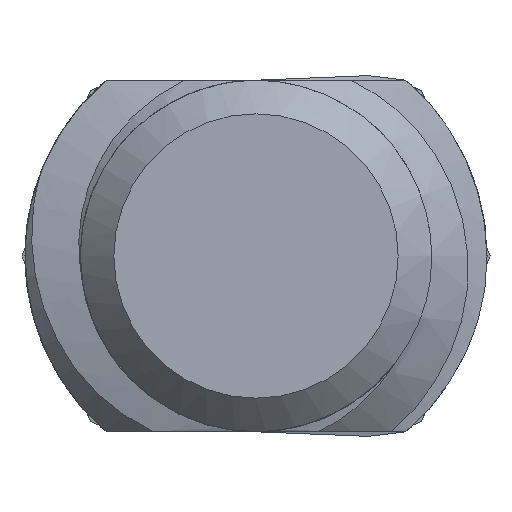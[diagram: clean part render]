
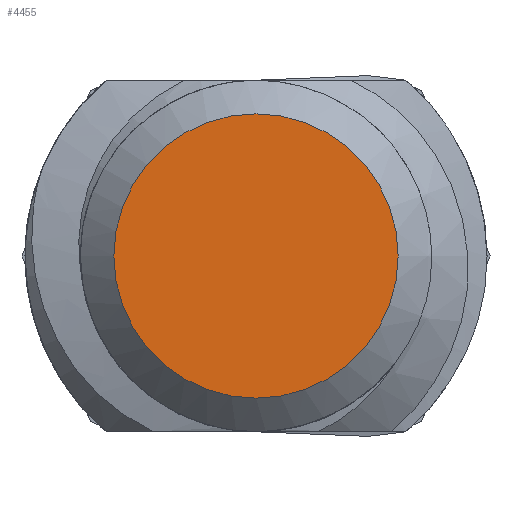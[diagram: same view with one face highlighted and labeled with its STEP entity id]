
A CAD part, front view. The second image highlights one B-rep face of the part: STEP entity #4455.
In plain terms, the highlighted planar face has unit normal (0, -1, 0).
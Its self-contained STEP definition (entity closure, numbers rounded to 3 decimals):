
#202=PLANE('',#4657);
#471=FACE_OUTER_BOUND('',#743,.T.);
#743=EDGE_LOOP('',(#4052));
#771=CIRCLE('',#4612,2.4);
#2026=VERTEX_POINT('',#13465);
#2639=EDGE_CURVE('',#2026,#2026,#771,.T.);
#4052=ORIENTED_EDGE('',*,*,#2639,.F.);
#4455=ADVANCED_FACE('',(#471),#202,.T.);
#4612=AXIS2_PLACEMENT_3D('',#13467,#5083,#5084);
#4657=AXIS2_PLACEMENT_3D('',#15842,#5183,#5184);
#5083=DIRECTION('center_axis',(0.,1.,0.));
#5084=DIRECTION('ref_axis',(-1.,0.,0.));
#5183=DIRECTION('center_axis',(0.,-1.,0.));
#5184=DIRECTION('ref_axis',(0.,0.,-1.));
#13465=CARTESIAN_POINT('',(2.4,-123.5,3.95));
#13467=CARTESIAN_POINT('Origin',(0.,-123.5,3.95));
#15842=CARTESIAN_POINT('Origin',(0.,-123.5,3.95));
